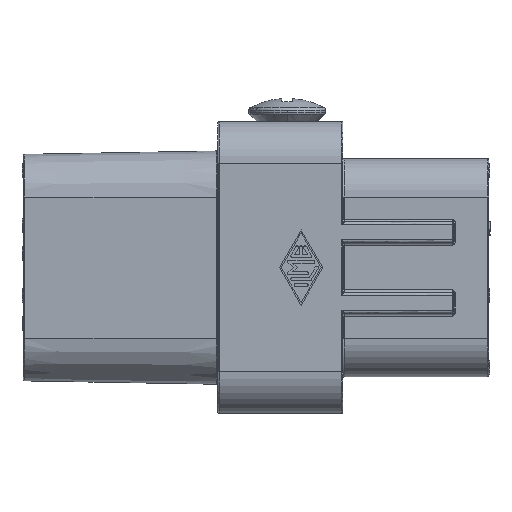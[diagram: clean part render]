
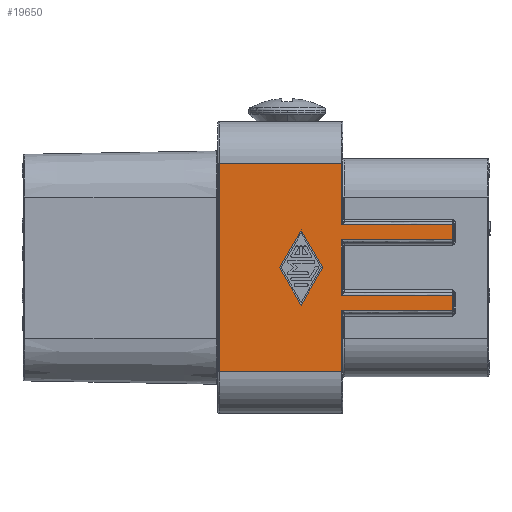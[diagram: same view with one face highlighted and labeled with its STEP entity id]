
A CAD part, front view. The second image highlights one B-rep face of the part: STEP entity #19650.
In plain terms, the highlighted planar face has unit normal (0, -1, 0).
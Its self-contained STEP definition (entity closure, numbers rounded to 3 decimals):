
#519=CARTESIAN_POINT('',(7.9,-10.5,3.09));
#520=VERTEX_POINT('',#519);
#528=CARTESIAN_POINT('',(7.9,-10.5,1.99));
#529=VERTEX_POINT('',#528);
#530=CARTESIAN_POINT('',(7.9,-10.5,3.09));
#531=DIRECTION('',(0.0,0.0,-1.0));
#532=VECTOR('',#531,1.1);
#533=LINE('',#530,#532);
#534=EDGE_CURVE('',#520,#529,#533,.T.);
#645=CARTESIAN_POINT('',(7.9,-10.5,-1.99));
#646=VERTEX_POINT('',#645);
#654=CARTESIAN_POINT('',(7.9,-10.5,-3.09));
#655=VERTEX_POINT('',#654);
#656=CARTESIAN_POINT('',(7.9,-10.5,-1.99));
#657=DIRECTION('',(0.0,0.0,-1.0));
#658=VECTOR('',#657,1.1);
#659=LINE('',#656,#658);
#660=EDGE_CURVE('',#646,#655,#659,.T.);
#18794=CARTESIAN_POINT('',(-3.,-10.5,-2.709));
#18795=VERTEX_POINT('',#18794);
#18802=CARTESIAN_POINT('',(-1.438,-10.5,0.));
#18803=VERTEX_POINT('',#18802);
#18804=CARTESIAN_POINT('',(-1.438,-10.5,0.));
#18805=DIRECTION('',(-0.5,0.0,-0.866));
#18806=VECTOR('',#18805,3.127);
#18807=LINE('',#18804,#18806);
#18808=EDGE_CURVE('',#18803,#18795,#18807,.T.);
#18833=CARTESIAN_POINT('',(-3.,-10.5,2.709));
#18834=VERTEX_POINT('',#18833);
#18835=CARTESIAN_POINT('',(-3.,-10.5,2.709));
#18836=DIRECTION('',(0.5,0.0,-0.866));
#18837=VECTOR('',#18836,3.127);
#18838=LINE('',#18835,#18837);
#18839=EDGE_CURVE('',#18834,#18803,#18838,.T.);
#18864=CARTESIAN_POINT('',(-4.562,-10.5,0.));
#18865=VERTEX_POINT('',#18864);
#18866=CARTESIAN_POINT('',(-4.562,-10.5,0.));
#18867=DIRECTION('',(0.5,0.0,0.866));
#18868=VECTOR('',#18867,3.127);
#18869=LINE('',#18866,#18868);
#18870=EDGE_CURVE('',#18865,#18834,#18869,.T.);
#18893=CARTESIAN_POINT('',(-3.,-10.5,-2.709));
#18894=DIRECTION('',(-0.5,0.0,0.866));
#18895=VECTOR('',#18894,3.127);
#18896=LINE('',#18893,#18895);
#18897=EDGE_CURVE('',#18795,#18865,#18896,.T.);
#19559=CARTESIAN_POINT('',(0.0,-10.5,7.5));
#19560=DIRECTION('',(0.0,-1.0,0.0));
#19561=DIRECTION('',(0.0,0.0,-1.0));
#19562=AXIS2_PLACEMENT_3D('',#19559,#19560,#19561);
#19563=PLANE('',#19562);
#19564=CARTESIAN_POINT('',(-8.9,-10.5,-7.5));
#19565=VERTEX_POINT('',#19564);
#19566=CARTESIAN_POINT('',(-8.9,-10.5,7.5));
#19567=VERTEX_POINT('',#19566);
#19568=CARTESIAN_POINT('',(-8.9,-10.5,-7.5));
#19569=DIRECTION('',(0.0,0.0,1.0));
#19570=VECTOR('',#19569,15.0);
#19571=LINE('',#19568,#19570);
#19572=EDGE_CURVE('',#19565,#19567,#19571,.T.);
#19573=ORIENTED_EDGE('',*,*,#19572,.F.);
#19574=CARTESIAN_POINT('',(-0.1,-10.5,-7.5));
#19575=VERTEX_POINT('',#19574);
#19576=CARTESIAN_POINT('',(-0.1,-10.5,-7.5));
#19577=DIRECTION('',(-1.0,0.0,0.0));
#19578=VECTOR('',#19577,8.8);
#19579=LINE('',#19576,#19578);
#19580=EDGE_CURVE('',#19575,#19565,#19579,.T.);
#19581=ORIENTED_EDGE('',*,*,#19580,.F.);
#19582=CARTESIAN_POINT('',(-0.1,-10.5,-3.09));
#19583=VERTEX_POINT('',#19582);
#19584=CARTESIAN_POINT('',(-0.1,-10.5,-3.09));
#19585=DIRECTION('',(0.0,0.0,-1.0));
#19586=VECTOR('',#19585,4.41);
#19587=LINE('',#19584,#19586);
#19588=EDGE_CURVE('',#19583,#19575,#19587,.T.);
#19589=ORIENTED_EDGE('',*,*,#19588,.F.);
#19590=CARTESIAN_POINT('',(-0.1,-10.5,-3.09));
#19591=DIRECTION('',(1.0,0.0,0.0));
#19592=VECTOR('',#19591,8.0);
#19593=LINE('',#19590,#19592);
#19594=EDGE_CURVE('',#19583,#655,#19593,.T.);
#19595=ORIENTED_EDGE('',*,*,#19594,.T.);
#19596=ORIENTED_EDGE('',*,*,#660,.F.);
#19597=CARTESIAN_POINT('',(-0.1,-10.5,-1.99));
#19598=VERTEX_POINT('',#19597);
#19599=CARTESIAN_POINT('',(7.9,-10.5,-1.99));
#19600=DIRECTION('',(-1.0,0.0,0.0));
#19601=VECTOR('',#19600,8.0);
#19602=LINE('',#19599,#19601);
#19603=EDGE_CURVE('',#646,#19598,#19602,.T.);
#19604=ORIENTED_EDGE('',*,*,#19603,.T.);
#19605=CARTESIAN_POINT('',(-0.1,-10.5,1.99));
#19606=VERTEX_POINT('',#19605);
#19607=CARTESIAN_POINT('',(-0.1,-10.5,1.99));
#19608=DIRECTION('',(0.0,0.0,-1.0));
#19609=VECTOR('',#19608,3.98);
#19610=LINE('',#19607,#19609);
#19611=EDGE_CURVE('',#19606,#19598,#19610,.T.);
#19612=ORIENTED_EDGE('',*,*,#19611,.F.);
#19613=CARTESIAN_POINT('',(-0.1,-10.5,1.99));
#19614=DIRECTION('',(1.0,0.0,0.0));
#19615=VECTOR('',#19614,8.0);
#19616=LINE('',#19613,#19615);
#19617=EDGE_CURVE('',#19606,#529,#19616,.T.);
#19618=ORIENTED_EDGE('',*,*,#19617,.T.);
#19619=ORIENTED_EDGE('',*,*,#534,.F.);
#19620=CARTESIAN_POINT('',(-0.1,-10.5,3.09));
#19621=VERTEX_POINT('',#19620);
#19622=CARTESIAN_POINT('',(7.9,-10.5,3.09));
#19623=DIRECTION('',(-1.0,0.0,0.0));
#19624=VECTOR('',#19623,8.0);
#19625=LINE('',#19622,#19624);
#19626=EDGE_CURVE('',#520,#19621,#19625,.T.);
#19627=ORIENTED_EDGE('',*,*,#19626,.T.);
#19628=CARTESIAN_POINT('',(-0.1,-10.5,7.5));
#19629=VERTEX_POINT('',#19628);
#19630=CARTESIAN_POINT('',(-0.1,-10.5,7.5));
#19631=DIRECTION('',(0.0,0.0,-1.0));
#19632=VECTOR('',#19631,4.41);
#19633=LINE('',#19630,#19632);
#19634=EDGE_CURVE('',#19629,#19621,#19633,.T.);
#19635=ORIENTED_EDGE('',*,*,#19634,.F.);
#19636=CARTESIAN_POINT('',(-0.1,-10.5,7.5));
#19637=DIRECTION('',(-1.0,0.0,0.0));
#19638=VECTOR('',#19637,8.8);
#19639=LINE('',#19636,#19638);
#19640=EDGE_CURVE('',#19629,#19567,#19639,.T.);
#19641=ORIENTED_EDGE('',*,*,#19640,.T.);
#19642=EDGE_LOOP('',(#19573,#19581,#19589,#19595,#19596,#19604,#19612,#19618,#19619,#19627,#19635,#19641));
#19643=FACE_OUTER_BOUND('',#19642,.T.);
#19644=ORIENTED_EDGE('',*,*,#18808,.T.);
#19645=ORIENTED_EDGE('',*,*,#18897,.T.);
#19646=ORIENTED_EDGE('',*,*,#18870,.T.);
#19647=ORIENTED_EDGE('',*,*,#18839,.T.);
#19648=EDGE_LOOP('',(#19644,#19645,#19646,#19647));
#19649=FACE_BOUND('',#19648,.T.);
#19650=ADVANCED_FACE('',(#19643,#19649),#19563,.T.);
